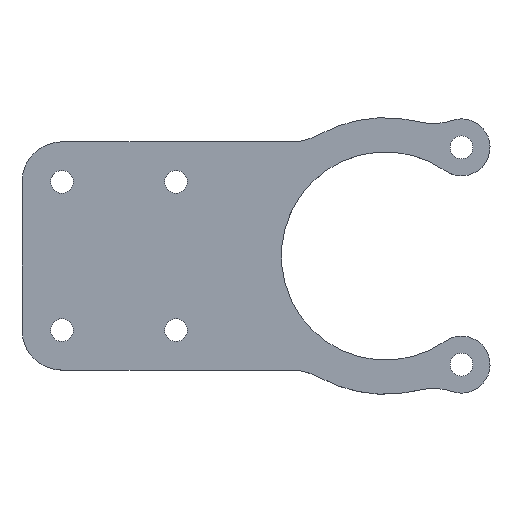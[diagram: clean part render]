
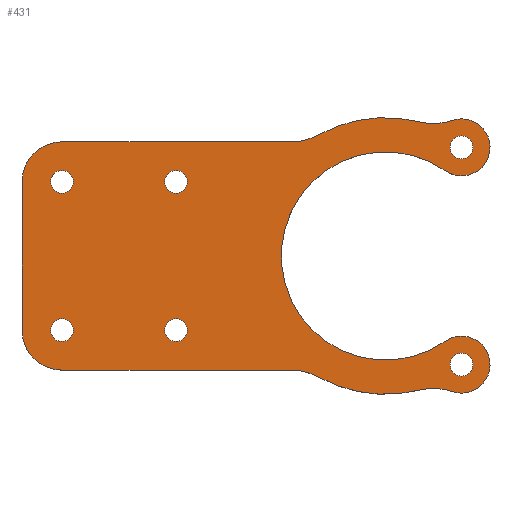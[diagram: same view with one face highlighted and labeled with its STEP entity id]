
A CAD part, top view. The second image highlights one B-rep face of the part: STEP entity #431.
In plain terms, the highlighted planar face has unit normal (0, 0, 1).
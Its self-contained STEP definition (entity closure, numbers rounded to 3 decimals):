
#15=FACE_BOUND('',#75,.T.);
#16=FACE_BOUND('',#76,.T.);
#17=FACE_BOUND('',#77,.T.);
#18=FACE_BOUND('',#78,.T.);
#19=FACE_BOUND('',#79,.T.);
#20=FACE_BOUND('',#80,.T.);
#30=PLANE('',#501);
#52=FACE_OUTER_BOUND('',#74,.T.);
#74=EDGE_LOOP('',(#354,#355,#356,#357,#358,#359,#360,#361,#362,#363,#364,
#365,#366,#367));
#75=EDGE_LOOP('',(#368));
#76=EDGE_LOOP('',(#369));
#77=EDGE_LOOP('',(#370));
#78=EDGE_LOOP('',(#371));
#79=EDGE_LOOP('',(#372));
#80=EDGE_LOOP('',(#373));
#97=LINE('',#685,#123);
#107=LINE('',#742,#133);
#112=LINE('',#756,#138);
#123=VECTOR('',#546,10.);
#133=VECTOR('',#612,10.);
#138=VECTOR('',#625,10.);
#141=CIRCLE('',#449,10.);
#143=CIRCLE('',#452,24.25);
#145=CIRCLE('',#455,10.);
#147=CIRCLE('',#458,5.);
#149=CIRCLE('',#461,10.);
#151=CIRCLE('',#465,10.);
#152=CIRCLE('',#467,24.25);
#154=CIRCLE('',#470,2.);
#156=CIRCLE('',#473,2.);
#158=CIRCLE('',#476,2.);
#160=CIRCLE('',#479,2.);
#162=CIRCLE('',#482,2.);
#164=CIRCLE('',#485,2.);
#167=CIRCLE('',#489,18.25);
#169=CIRCLE('',#493,7.);
#171=CIRCLE('',#497,7.);
#172=CIRCLE('',#499,5.);
#176=VERTEX_POINT('',#648);
#177=VERTEX_POINT('',#650);
#179=VERTEX_POINT('',#656);
#181=VERTEX_POINT('',#662);
#183=VERTEX_POINT('',#668);
#186=VERTEX_POINT('',#675);
#187=VERTEX_POINT('',#677);
#189=VERTEX_POINT('',#683);
#192=VERTEX_POINT('',#690);
#193=VERTEX_POINT('',#692);
#194=VERTEX_POINT('',#699);
#196=VERTEX_POINT('',#705);
#198=VERTEX_POINT('',#711);
#200=VERTEX_POINT('',#717);
#202=VERTEX_POINT('',#723);
#204=VERTEX_POINT('',#729);
#207=VERTEX_POINT('',#737);
#208=VERTEX_POINT('',#741);
#211=VERTEX_POINT('',#749);
#213=VERTEX_POINT('',#755);
#216=EDGE_CURVE('',#176,#177,#141,.T.);
#220=EDGE_CURVE('',#176,#179,#143,.T.);
#223=EDGE_CURVE('',#181,#179,#145,.T.);
#226=EDGE_CURVE('',#181,#183,#147,.T.);
#229=EDGE_CURVE('',#186,#187,#149,.T.);
#233=EDGE_CURVE('',#186,#189,#97,.T.);
#236=EDGE_CURVE('',#192,#193,#151,.T.);
#238=EDGE_CURVE('',#192,#187,#152,.T.);
#240=EDGE_CURVE('',#194,#194,#154,.T.);
#243=EDGE_CURVE('',#196,#196,#156,.T.);
#246=EDGE_CURVE('',#198,#198,#158,.T.);
#249=EDGE_CURVE('',#200,#200,#160,.T.);
#252=EDGE_CURVE('',#202,#202,#162,.T.);
#255=EDGE_CURVE('',#204,#204,#164,.T.);
#260=EDGE_CURVE('',#183,#207,#167,.T.);
#261=EDGE_CURVE('',#208,#177,#107,.T.);
#265=EDGE_CURVE('',#211,#208,#169,.T.);
#268=EDGE_CURVE('',#213,#211,#112,.T.);
#271=EDGE_CURVE('',#189,#213,#171,.T.);
#272=EDGE_CURVE('',#207,#193,#172,.T.);
#354=ORIENTED_EDGE('',*,*,#272,.T.);
#355=ORIENTED_EDGE('',*,*,#236,.F.);
#356=ORIENTED_EDGE('',*,*,#238,.T.);
#357=ORIENTED_EDGE('',*,*,#229,.F.);
#358=ORIENTED_EDGE('',*,*,#233,.T.);
#359=ORIENTED_EDGE('',*,*,#271,.T.);
#360=ORIENTED_EDGE('',*,*,#268,.T.);
#361=ORIENTED_EDGE('',*,*,#265,.T.);
#362=ORIENTED_EDGE('',*,*,#261,.T.);
#363=ORIENTED_EDGE('',*,*,#216,.F.);
#364=ORIENTED_EDGE('',*,*,#220,.T.);
#365=ORIENTED_EDGE('',*,*,#223,.F.);
#366=ORIENTED_EDGE('',*,*,#226,.T.);
#367=ORIENTED_EDGE('',*,*,#260,.T.);
#368=ORIENTED_EDGE('',*,*,#255,.T.);
#369=ORIENTED_EDGE('',*,*,#252,.T.);
#370=ORIENTED_EDGE('',*,*,#249,.T.);
#371=ORIENTED_EDGE('',*,*,#246,.T.);
#372=ORIENTED_EDGE('',*,*,#243,.T.);
#373=ORIENTED_EDGE('',*,*,#240,.T.);
#431=ADVANCED_FACE('',(#52,#15,#16,#17,#18,#19,#20),#30,.T.);
#449=AXIS2_PLACEMENT_3D('',#651,#510,#511);
#452=AXIS2_PLACEMENT_3D('',#658,#518,#519);
#455=AXIS2_PLACEMENT_3D('',#664,#525,#526);
#458=AXIS2_PLACEMENT_3D('',#670,#532,#533);
#461=AXIS2_PLACEMENT_3D('',#678,#539,#540);
#465=AXIS2_PLACEMENT_3D('',#693,#552,#553);
#467=AXIS2_PLACEMENT_3D('',#696,#557,#558);
#470=AXIS2_PLACEMENT_3D('',#700,#563,#564);
#473=AXIS2_PLACEMENT_3D('',#706,#570,#571);
#476=AXIS2_PLACEMENT_3D('',#712,#577,#578);
#479=AXIS2_PLACEMENT_3D('',#718,#584,#585);
#482=AXIS2_PLACEMENT_3D('',#724,#591,#592);
#485=AXIS2_PLACEMENT_3D('',#730,#598,#599);
#489=AXIS2_PLACEMENT_3D('',#739,#608,#609);
#493=AXIS2_PLACEMENT_3D('',#750,#619,#620);
#497=AXIS2_PLACEMENT_3D('',#760,#631,#632);
#499=AXIS2_PLACEMENT_3D('',#762,#635,#636);
#501=AXIS2_PLACEMENT_3D('',#764,#639,#640);
#510=DIRECTION('center_axis',(0.,0.,1.));
#511=DIRECTION('ref_axis',(0.249,0.968,0.));
#518=DIRECTION('center_axis',(0.,0.,1.));
#519=DIRECTION('ref_axis',(0.393,0.919,0.));
#525=DIRECTION('center_axis',(0.,0.,1.));
#526=DIRECTION('ref_axis',(0.044,0.999,0.));
#532=DIRECTION('center_axis',(0.,0.,1.));
#533=DIRECTION('ref_axis',(1.,0.,0.));
#539=DIRECTION('center_axis',(0.,0.,1.));
#540=DIRECTION('ref_axis',(0.249,-0.968,0.));
#546=DIRECTION('',(-1.,0.,0.));
#552=DIRECTION('center_axis',(0.,0.,1.));
#553=DIRECTION('ref_axis',(0.044,-0.999,0.));
#557=DIRECTION('center_axis',(0.,0.,1.));
#558=DIRECTION('ref_axis',(0.393,0.919,0.));
#563=DIRECTION('center_axis',(0.,0.,-1.));
#564=DIRECTION('ref_axis',(1.,0.,0.));
#570=DIRECTION('center_axis',(0.,0.,-1.));
#571=DIRECTION('ref_axis',(1.,0.,0.));
#577=DIRECTION('center_axis',(0.,0.,-1.));
#578=DIRECTION('ref_axis',(1.,0.,0.));
#584=DIRECTION('center_axis',(0.,0.,-1.));
#585=DIRECTION('ref_axis',(1.,0.,0.));
#591=DIRECTION('center_axis',(0.,0.,-1.));
#592=DIRECTION('ref_axis',(1.,0.,0.));
#598=DIRECTION('center_axis',(0.,0.,-1.));
#599=DIRECTION('ref_axis',(1.,0.,0.));
#608=DIRECTION('center_axis',(0.,0.,-1.));
#609=DIRECTION('ref_axis',(0.574,0.819,0.));
#612=DIRECTION('',(1.,0.,0.));
#619=DIRECTION('center_axis',(0.,0.,1.));
#620=DIRECTION('ref_axis',(-1.,0.,0.));
#625=DIRECTION('',(0.,-1.,0.));
#631=DIRECTION('center_axis',(0.,0.,1.));
#632=DIRECTION('ref_axis',(0.,1.,0.));
#635=DIRECTION('center_axis',(0.,0.,1.));
#636=DIRECTION('ref_axis',(1.,0.,0.));
#639=DIRECTION('center_axis',(0.,0.,1.));
#640=DIRECTION('ref_axis',(1.,0.,0.));
#648=CARTESIAN_POINT('',(-11.7,-21.241,4.));
#650=CARTESIAN_POINT('',(-16.525,-20.,4.));
#651=CARTESIAN_POINT('Origin',(-16.525,-30.,4.));
#656=CARTESIAN_POINT('',(5.94,-23.511,4.));
#658=CARTESIAN_POINT('Origin',(0.,0.,4.));
#662=CARTESIAN_POINT('',(11.687,-23.766,4.));
#664=CARTESIAN_POINT('Origin',(8.39,-33.206,4.));
#668=CARTESIAN_POINT('',(10.468,-14.95,4.));
#670=CARTESIAN_POINT('Origin',(13.336,-19.045,4.));
#675=CARTESIAN_POINT('',(-16.525,20.,4.));
#677=CARTESIAN_POINT('',(-11.7,21.241,4.));
#678=CARTESIAN_POINT('Origin',(-16.525,30.,4.));
#683=CARTESIAN_POINT('',(-56.714,20.,4.));
#685=CARTESIAN_POINT('',(-13.714,20.,4.));
#690=CARTESIAN_POINT('',(5.94,23.511,4.));
#692=CARTESIAN_POINT('',(11.687,23.766,4.));
#693=CARTESIAN_POINT('Origin',(8.39,33.206,4.));
#696=CARTESIAN_POINT('Origin',(0.,0.,4.));
#699=CARTESIAN_POINT('',(-58.714,-13.,4.));
#700=CARTESIAN_POINT('Origin',(-56.714,-13.,4.));
#705=CARTESIAN_POINT('',(-58.714,13.,4.));
#706=CARTESIAN_POINT('Origin',(-56.714,13.,4.));
#711=CARTESIAN_POINT('',(11.336,-19.045,4.));
#712=CARTESIAN_POINT('Origin',(13.336,-19.045,4.));
#717=CARTESIAN_POINT('',(-38.714,13.,4.));
#718=CARTESIAN_POINT('Origin',(-36.714,13.,4.));
#723=CARTESIAN_POINT('',(11.336,19.045,4.));
#724=CARTESIAN_POINT('Origin',(13.336,19.045,4.));
#729=CARTESIAN_POINT('',(-38.714,-13.,4.));
#730=CARTESIAN_POINT('Origin',(-36.714,-13.,4.));
#737=CARTESIAN_POINT('',(10.468,14.95,4.));
#739=CARTESIAN_POINT('Origin',(0.,0.,4.));
#741=CARTESIAN_POINT('',(-56.714,-20.,4.));
#742=CARTESIAN_POINT('',(-56.714,-20.,4.));
#749=CARTESIAN_POINT('',(-63.714,-13.,4.));
#750=CARTESIAN_POINT('Origin',(-56.714,-13.,4.));
#755=CARTESIAN_POINT('',(-63.714,13.,4.));
#756=CARTESIAN_POINT('',(-63.714,13.,4.));
#760=CARTESIAN_POINT('Origin',(-56.714,13.,4.));
#762=CARTESIAN_POINT('Origin',(13.336,19.045,4.));
#764=CARTESIAN_POINT('Origin',(-22.689,0.,4.));
